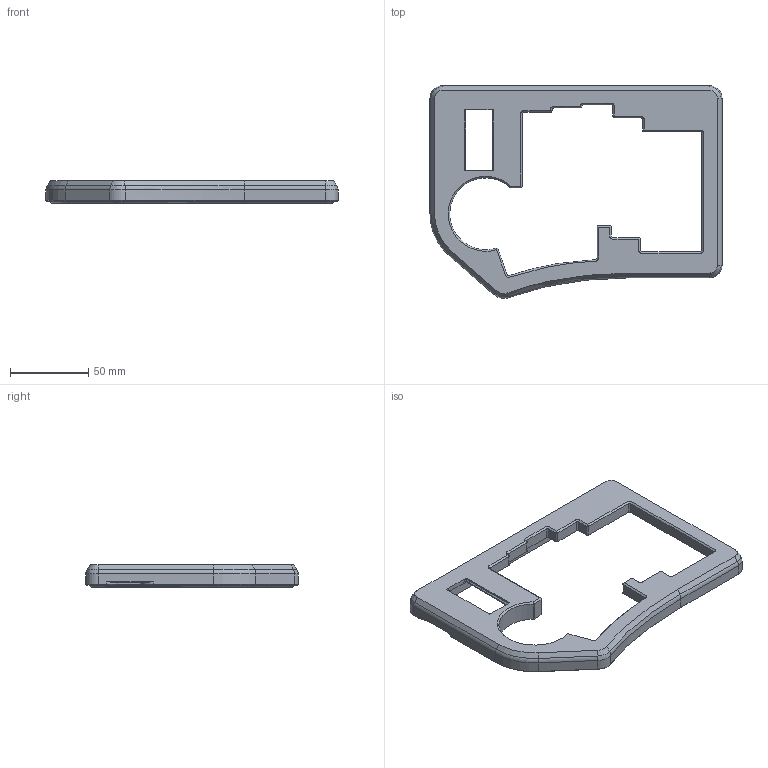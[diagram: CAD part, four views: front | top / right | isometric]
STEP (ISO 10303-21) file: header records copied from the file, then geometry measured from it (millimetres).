
FILE_DESCRIPTION(/* description */ (''),/* implementation_level */ '2;1');
FILE_NAME(/* name */ 'levels54_right_top_w_screen.step',/* time_stamp */ '2025-09-20T13:39:32-05:00',/* author */ (''),/* organization */ (''),/* preprocessor_version */ 'ST-DEVELOPER v20.1',/* originating_system */ 'Autodesk Translation Framework v14.17.0.0',/* authorisation */ '');
FILE_SCHEMA (('AUTOMOTIVE_DESIGN { 1 0 10303 214 3 1 1 }'));
Length unit declared in the file: millimetre
Products named in the file (1): LevelsGrande
Bounding box: 187 x 136.12 x 14.4 mm (x, y, z)
Volume: 89095.3 mm3; surface area: 54976.5 mm2
Topology: 1 solids, 1 shells, 1332 faces, 3787 edges, 2485 vertices
Faces by surface type: plane 1168, cylinder 101, cone 51, bspline 11, torus 1
Full cylindrical faces by diameter (mm): 3.2 x7
Entity records: 42859 total; most frequent: CARTESIAN_POINT 7984, ORIENTED_EDGE 7554, DIRECTION 6747, EDGE_CURVE 3777, LINE 3399, VECTOR 3399, VERTEX_POINT 2485, AXIS2_PLACEMENT_3D 1674
